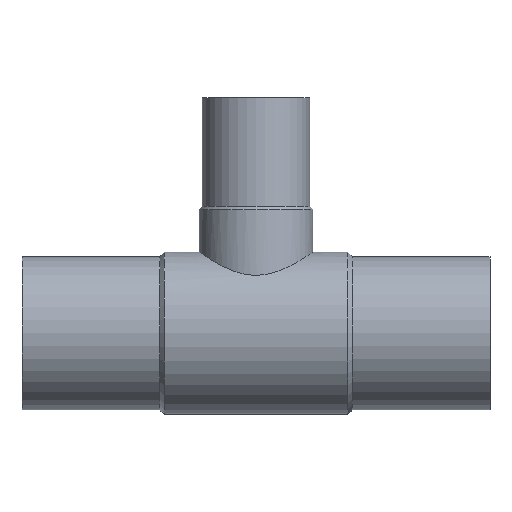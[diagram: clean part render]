
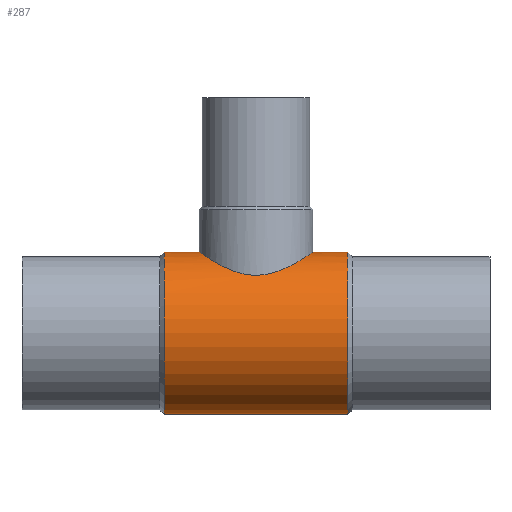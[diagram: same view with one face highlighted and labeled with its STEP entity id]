
A CAD part, top view. The second image highlights one B-rep face of the part: STEP entity #287.
In plain terms, the highlighted cylindrical face has radius 47.7 mm (diameter 95.4 mm), a partial arc.
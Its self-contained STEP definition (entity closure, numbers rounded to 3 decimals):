
#189 = VERTEX_POINT( '', #423 );
#195 = EDGE_CURVE( '', #313, #189, #429, .T. );
#197 = EDGE_CURVE( '', #207, #337, #431, .T. );
#207 = VERTEX_POINT( '', #441 );
#225 = EDGE_CURVE( '', #331, #337, #461, .T. );
#245 = EDGE_CURVE( '', #331, #313, #483, .T. );
#277 = VERTEX_POINT( '', #518 );
#287 = ADVANCED_FACE( '', ( #530 ), #531, .T. );
#289 = EDGE_CURVE( '', #189, #277, #533, .T. );
#301 = EDGE_CURVE( '', #277, #207, #547, .T. );
#313 = VERTEX_POINT( '', #561 );
#331 = VERTEX_POINT( '', #583 );
#337 = VERTEX_POINT( '', #590 );
#423 = CARTESIAN_POINT( '', ( -83.7, 47.7, 0. ) );
#429 = CIRCLE( '', #756, 47.7 );
#431 = LINE( '', #759, #760 );
#441 = CARTESIAN_POINT( '', ( -170.9, 47.7, 0. ) );
#461 = CIRCLE( '', #800, 47.7 );
#483 = LINE( '', #921, #922 );
#518 = CARTESIAN_POINT( '', ( -104.1, 47.7, 0. ) );
#530 = FACE_OUTER_BOUND( '', #1014, .T. );
#531 = CYLINDRICAL_SURFACE( '', #1015, 47.7 );
#533 = LINE( '', #1018, #1019 );
#547 = B_SPLINE_CURVE_WITH_KNOTS( '', 3, ( #1039, #1040, #1041, #1042, #1043, #1044, #1045, #1046, #1047, #1048, #1049, #1050, #1051, #1052, #1053, #1054, #1055, #1056, #1057, #1058, #1059, #1060, #1061, #1062, #1063, #1064, #1065, #1066, #1067, #1068, #1069, #1070, #1071, #1072, #1073, #1074, #1075, #1076, #1077, #1078, #1079, #1080, #1081, #1082, #1083, #1084, #1085, #1086, #1087, #1088, #1089, #1090, #1091, #1092, #1093, #1094, #1095, #1096, #1097, #1098, #1099, #1100 ), .UNSPECIFIED., .F., .F., ( 4, 2, 2, 2, 2, 2, 2, 2, 2, 2, 2, 2, 2, 2, 2, 2, 2, 2, 2, 2, 2, 2, 2, 2, 2, 2, 2, 2, 2, 2, 4 ), ( 52.723, 55.994, 59.266, 62.537, 65.809, 69.08, 72.352, 75.623, 78.895, 82.214, 85.532, 92.17, 95.489, 98.808, 102.127, 105.446, 108.765, 112.084, 115.403, 118.721, 125.359, 128.678, 131.997, 135.269, 138.54, 141.811, 145.083, 148.354, 151.626, 154.897, 158.169 ), .UNSPECIFIED. );
#561 = CARTESIAN_POINT( '', ( -83.7, -47.7, 0. ) );
#583 = CARTESIAN_POINT( '', ( -191.3, -47.7, 0. ) );
#590 = CARTESIAN_POINT( '', ( -191.3, 47.7, 0. ) );
#756 = AXIS2_PLACEMENT_3D( '', #1247, #1248, #1249 );
#759 = CARTESIAN_POINT( '', ( -137.5, 47.7, 0. ) );
#760 = VECTOR( '', #1250, 1. );
#800 = AXIS2_PLACEMENT_3D( '', #1279, #1280, #1281 );
#921 = CARTESIAN_POINT( '', ( -137.5, -47.7, 0. ) );
#922 = VECTOR( '', #1305, 1. );
#1014 = EDGE_LOOP( '', ( #1363, #1364, #1365, #1366, #1367, #1368 ) );
#1015 = AXIS2_PLACEMENT_3D( '', #1369, #1370, #1371 );
#1018 = CARTESIAN_POINT( '', ( -137.5, 47.7, 0. ) );
#1019 = VECTOR( '', #1372, 1. );
#1039 = CARTESIAN_POINT( '', ( -104.1, 47.7, 0. ) );
#1040 = CARTESIAN_POINT( '', ( -104.1, 47.7, 1.09 ) );
#1041 = CARTESIAN_POINT( '', ( -104.154, 47.662, 2.194 ) );
#1042 = CARTESIAN_POINT( '', ( -104.373, 47.509, 4.403 ) );
#1043 = CARTESIAN_POINT( '', ( -104.538, 47.394, 5.509 ) );
#1044 = CARTESIAN_POINT( '', ( -104.981, 47.087, 7.704 ) );
#1045 = CARTESIAN_POINT( '', ( -105.259, 46.895, 8.792 ) );
#1046 = CARTESIAN_POINT( '', ( -105.92, 46.443, 10.932 ) );
#1047 = CARTESIAN_POINT( '', ( -106.304, 46.182, 11.984 ) );
#1048 = CARTESIAN_POINT( '', ( -107.17, 45.602, 14.032 ) );
#1049 = CARTESIAN_POINT( '', ( -107.653, 45.282, 15.03 ) );
#1050 = CARTESIAN_POINT( '', ( -108.705, 44.595, 16.959 ) );
#1051 = CARTESIAN_POINT( '', ( -109.275, 44.229, 17.89 ) );
#1052 = CARTESIAN_POINT( '', ( -110.487, 43.465, 19.673 ) );
#1053 = CARTESIAN_POINT( '', ( -111.129, 43.068, 20.525 ) );
#1054 = CARTESIAN_POINT( '', ( -112.47, 42.261, 22.139 ) );
#1055 = CARTESIAN_POINT( '', ( -113.167, 41.85, 22.902 ) );
#1056 = CARTESIAN_POINT( '', ( -114.608, 41.029, 24.343 ) );
#1057 = CARTESIAN_POINT( '', ( -115.379, 40.603, 25.047 ) );
#1058 = CARTESIAN_POINT( '', ( -117.005, 39.74, 26.394 ) );
#1059 = CARTESIAN_POINT( '', ( -117.859, 39.305, 27.036 ) );
#1060 = CARTESIAN_POINT( '', ( -120.533, 38.016, 28.85 ) );
#1061 = CARTESIAN_POINT( '', ( -122.463, 37.178, 29.905 ) );
#1062 = CARTESIAN_POINT( '', ( -125.513, 36.09, 31.194 ) );
#1063 = CARTESIAN_POINT( '', ( -126.556, 35.755, 31.576 ) );
#1064 = CARTESIAN_POINT( '', ( -128.682, 35.163, 32.234 ) );
#1065 = CARTESIAN_POINT( '', ( -129.765, 34.906, 32.511 ) );
#1066 = CARTESIAN_POINT( '', ( -131.954, 34.487, 32.955 ) );
#1067 = CARTESIAN_POINT( '', ( -133.061, 34.325, 33.123 ) );
#1068 = CARTESIAN_POINT( '', ( -135.281, 34.109, 33.345 ) );
#1069 = CARTESIAN_POINT( '', ( -136.394, 34.055, 33.4 ) );
#1070 = CARTESIAN_POINT( '', ( -138.606, 34.055, 33.4 ) );
#1071 = CARTESIAN_POINT( '', ( -139.719, 34.109, 33.345 ) );
#1072 = CARTESIAN_POINT( '', ( -141.939, 34.325, 33.123 ) );
#1073 = CARTESIAN_POINT( '', ( -143.046, 34.487, 32.955 ) );
#1074 = CARTESIAN_POINT( '', ( -145.235, 34.906, 32.511 ) );
#1075 = CARTESIAN_POINT( '', ( -146.318, 35.163, 32.234 ) );
#1076 = CARTESIAN_POINT( '', ( -148.444, 35.755, 31.576 ) );
#1077 = CARTESIAN_POINT( '', ( -149.487, 36.09, 31.194 ) );
#1078 = CARTESIAN_POINT( '', ( -152.537, 37.178, 29.905 ) );
#1079 = CARTESIAN_POINT( '', ( -154.467, 38.016, 28.85 ) );
#1080 = CARTESIAN_POINT( '', ( -157.141, 39.305, 27.036 ) );
#1081 = CARTESIAN_POINT( '', ( -157.995, 39.74, 26.394 ) );
#1082 = CARTESIAN_POINT( '', ( -159.621, 40.603, 25.047 ) );
#1083 = CARTESIAN_POINT( '', ( -160.392, 41.029, 24.343 ) );
#1084 = CARTESIAN_POINT( '', ( -161.833, 41.85, 22.902 ) );
#1085 = CARTESIAN_POINT( '', ( -162.53, 42.261, 22.139 ) );
#1086 = CARTESIAN_POINT( '', ( -163.871, 43.068, 20.525 ) );
#1087 = CARTESIAN_POINT( '', ( -164.513, 43.465, 19.673 ) );
#1088 = CARTESIAN_POINT( '', ( -165.725, 44.229, 17.89 ) );
#1089 = CARTESIAN_POINT( '', ( -166.295, 44.595, 16.959 ) );
#1090 = CARTESIAN_POINT( '', ( -167.347, 45.282, 15.03 ) );
#1091 = CARTESIAN_POINT( '', ( -167.83, 45.602, 14.032 ) );
#1092 = CARTESIAN_POINT( '', ( -168.696, 46.182, 11.984 ) );
#1093 = CARTESIAN_POINT( '', ( -169.08, 46.443, 10.932 ) );
#1094 = CARTESIAN_POINT( '', ( -169.741, 46.895, 8.792 ) );
#1095 = CARTESIAN_POINT( '', ( -170.019, 47.087, 7.704 ) );
#1096 = CARTESIAN_POINT( '', ( -170.462, 47.394, 5.509 ) );
#1097 = CARTESIAN_POINT( '', ( -170.627, 47.509, 4.403 ) );
#1098 = CARTESIAN_POINT( '', ( -170.846, 47.662, 2.194 ) );
#1099 = CARTESIAN_POINT( '', ( -170.9, 47.7, 1.09 ) );
#1100 = CARTESIAN_POINT( '', ( -170.9, 47.7, 0. ) );
#1247 = CARTESIAN_POINT( '', ( -83.7, 0., 0. ) );
#1248 = DIRECTION( '', ( -1., 0., 0. ) );
#1249 = DIRECTION( '', ( 0., 1., 0. ) );
#1250 = DIRECTION( '', ( -1., 0., 0. ) );
#1279 = CARTESIAN_POINT( '', ( -191.3, 0., 0. ) );
#1280 = DIRECTION( '', ( -1., 0., 0. ) );
#1281 = DIRECTION( '', ( 0., 1., 0. ) );
#1305 = DIRECTION( '', ( 1., 0., 0. ) );
#1363 = ORIENTED_EDGE( '', *, *, #289, .T. );
#1364 = ORIENTED_EDGE( '', *, *, #301, .T. );
#1365 = ORIENTED_EDGE( '', *, *, #197, .T. );
#1366 = ORIENTED_EDGE( '', *, *, #225, .F. );
#1367 = ORIENTED_EDGE( '', *, *, #245, .T. );
#1368 = ORIENTED_EDGE( '', *, *, #195, .T. );
#1369 = CARTESIAN_POINT( '', ( -137.5, 0., 0. ) );
#1370 = DIRECTION( '', ( 1., 0., 0. ) );
#1371 = DIRECTION( '', ( 0., 1., 0. ) );
#1372 = DIRECTION( '', ( -1., 0., 0. ) );
